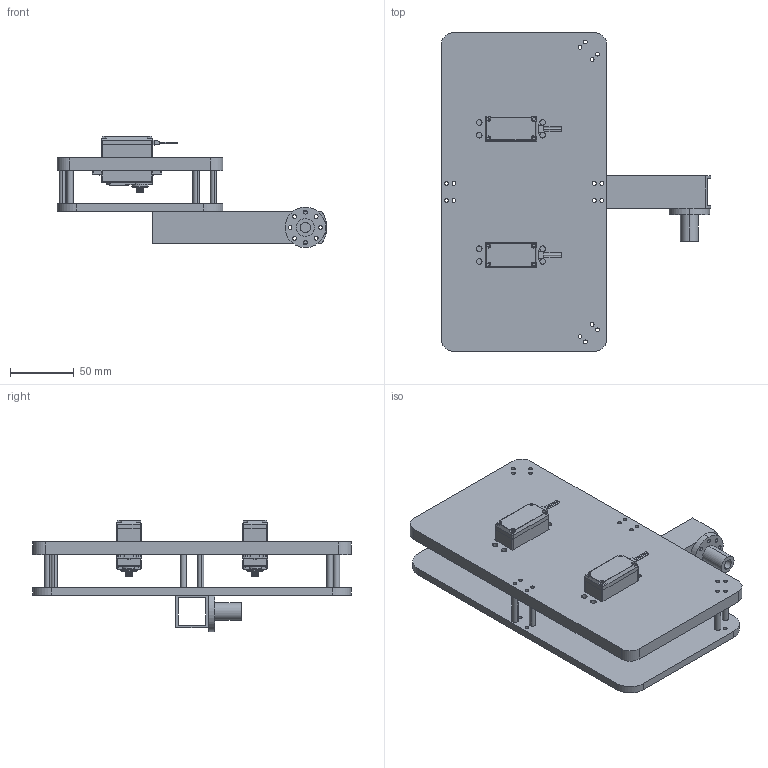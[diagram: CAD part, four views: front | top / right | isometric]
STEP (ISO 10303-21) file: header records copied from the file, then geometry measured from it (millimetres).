
FILE_DESCRIPTION (( 'STEP AP203' ), '1' );
FILE_NAME ('PRgripperbase_Default_sldprt.STEP', '2020-03-06T11:27:36', ( '' ), ( '' ), 'SwSTEP 2.0', 'SolidWorks 2019', '' );
FILE_SCHEMA (( 'CONFIG_CONTROL_DESIGN' ));
Length unit declared in the file: millimetre
Products named in the file (1): PRgripperbase_Default_sldprt
Bounding box: 211.43 x 250 x 87.38 mm (x, y, z)
Volume: 563539.5 mm3; surface area: 200457.5 mm2
Topology: 24 solids, 24 shells, 1032 faces, 2716 edges, 1752 vertices
Faces by surface type: plane 474, cylinder 418, cone 108, bspline 24, torus 8
Entity records: 32803 total; most frequent: CARTESIAN_POINT 6733, DIRECTION 5462, ORIENTED_EDGE 5432, EDGE_CURVE 2716, AXIS2_PLACEMENT_3D 2033, VERTEX_POINT 1752, LINE 1396, VECTOR 1396
